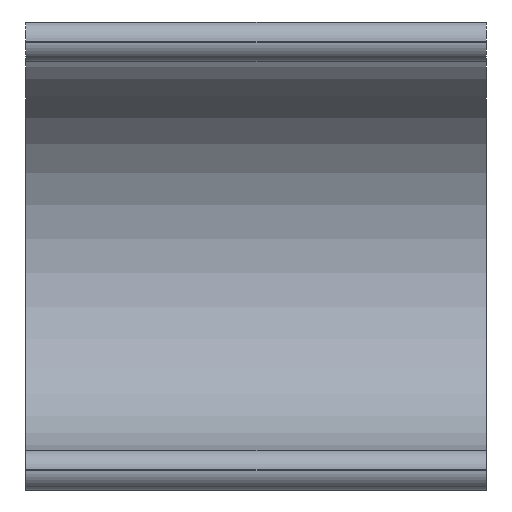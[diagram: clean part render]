
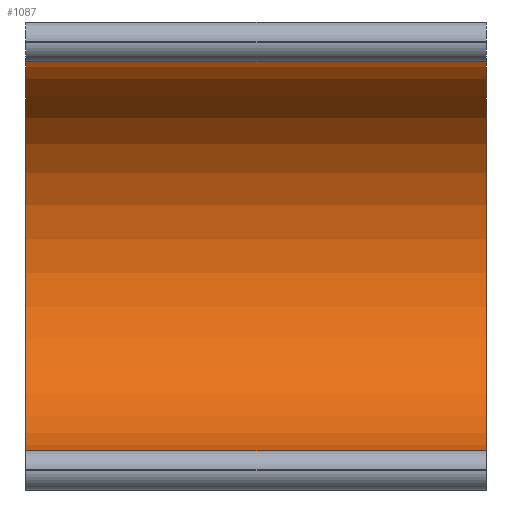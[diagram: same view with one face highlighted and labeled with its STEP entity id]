
A CAD part, left-side view. The second image highlights one B-rep face of the part: STEP entity #1087.
In plain terms, the highlighted cylindrical face has radius 5.1 mm (diameter 10.2 mm), a partial arc.
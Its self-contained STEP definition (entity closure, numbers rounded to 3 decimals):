
#111=FACE_OUTER_BOUND('',#175,.T.);
#175=EDGE_LOOP('',(#841,#842,#843,#844));
#257=LINE('',#1962,#335);
#258=LINE('',#1965,#336);
#335=VECTOR('',#1455,10.);
#336=VECTOR('',#1458,10.);
#414=CIRCLE('',#1199,5.1);
#425=CIRCLE('',#1212,5.1);
#502=VERTEX_POINT('',#1922);
#503=VERTEX_POINT('',#1924);
#520=VERTEX_POINT('',#1960);
#521=VERTEX_POINT('',#1964);
#630=EDGE_CURVE('',#502,#503,#414,.T.);
#649=EDGE_CURVE('',#503,#520,#257,.T.);
#650=EDGE_CURVE('',#521,#502,#258,.T.);
#651=EDGE_CURVE('',#520,#521,#425,.T.);
#841=ORIENTED_EDGE('',*,*,#649,.F.);
#842=ORIENTED_EDGE('',*,*,#630,.F.);
#843=ORIENTED_EDGE('',*,*,#650,.F.);
#844=ORIENTED_EDGE('',*,*,#651,.F.);
#1039=CYLINDRICAL_SURFACE('',#1211,5.1);
#1087=ADVANCED_FACE('',(#111),#1039,.F.);
#1199=AXIS2_PLACEMENT_3D('',#1925,#1423,#1424);
#1211=AXIS2_PLACEMENT_3D('',#1963,#1456,#1457);
#1212=AXIS2_PLACEMENT_3D('',#1966,#1459,#1460);
#1423=DIRECTION('center_axis',(0.,1.,0.));
#1424=DIRECTION('ref_axis',(0.,0.,1.));
#1455=DIRECTION('',(0.,1.,0.));
#1456=DIRECTION('center_axis',(0.,1.,0.));
#1457=DIRECTION('ref_axis',(0.,0.,1.));
#1458=DIRECTION('',(0.,-1.,0.));
#1459=DIRECTION('center_axis',(0.,-1.,0.));
#1460=DIRECTION('ref_axis',(0.,0.,1.));
#1922=CARTESIAN_POINT('',(0.455,0.,5.08));
#1924=CARTESIAN_POINT('',(0.455,0.,-5.08));
#1925=CARTESIAN_POINT('Origin',(0.,0.,0.));
#1960=CARTESIAN_POINT('',(0.455,12.,-5.08));
#1962=CARTESIAN_POINT('',(0.455,0.,-5.08));
#1963=CARTESIAN_POINT('Origin',(0.,0.,0.));
#1964=CARTESIAN_POINT('',(0.455,12.,5.08));
#1965=CARTESIAN_POINT('',(0.455,0.,5.08));
#1966=CARTESIAN_POINT('Origin',(0.,12.,0.));
